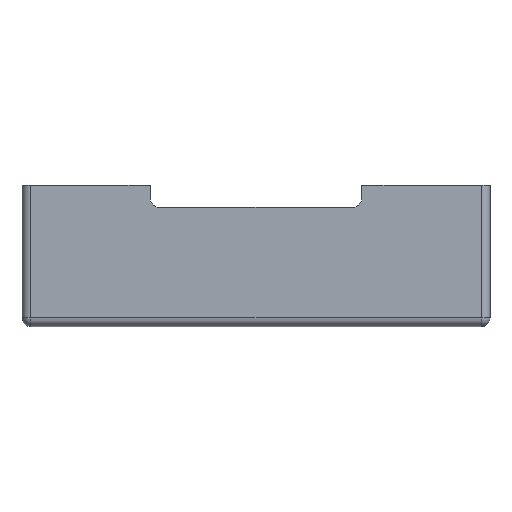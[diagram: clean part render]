
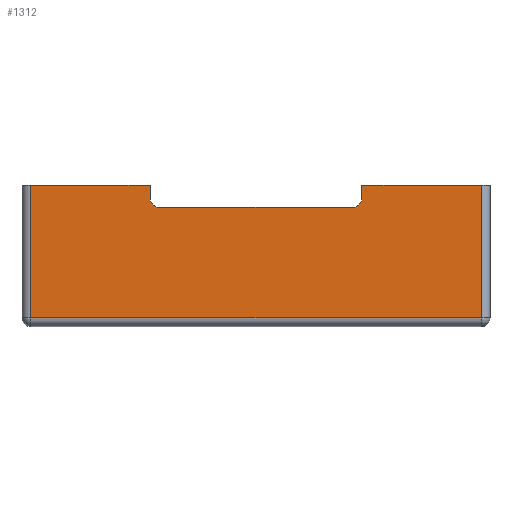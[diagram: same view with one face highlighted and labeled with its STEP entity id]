
A CAD part, top view. The second image highlights one B-rep face of the part: STEP entity #1312.
In plain terms, the highlighted planar face has unit normal (0, 0, 1).
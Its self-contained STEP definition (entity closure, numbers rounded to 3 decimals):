
#1197=AXIS2_PLACEMENT_3D('Circle Axis2P3D',#1195,#1196,$) ;
#1279=AXIS2_PLACEMENT_3D('Plane Axis2P3D',#1276,#1277,#1278) ;
#1283=AXIS2_PLACEMENT_3D('Circle Axis2P3D',#1281,#1282,$) ;
#205=CARTESIAN_POINT('Vertex',(0.5,8.,8.5)) ;
#210=CARTESIAN_POINT('Line Origine',(3.875,8.,8.5)) ;
#214=CARTESIAN_POINT('Vertex',(7.25,8.,8.5)) ;
#632=CARTESIAN_POINT('Vertex',(26.,8.,8.5)) ;
#688=CARTESIAN_POINT('Vertex',(19.25,8.,8.5)) ;
#691=CARTESIAN_POINT('Line Origine',(22.625,8.,8.5)) ;
#953=CARTESIAN_POINT('Vertex',(0.5,0.5,8.5)) ;
#956=CARTESIAN_POINT('Line Origine',(0.5,4.,8.5)) ;
#1007=CARTESIAN_POINT('Vertex',(26.,0.5,8.5)) ;
#1010=CARTESIAN_POINT('Line Origine',(13.25,0.5,8.5)) ;
#1057=CARTESIAN_POINT('Line Origine',(26.,4.,8.5)) ;
#1150=CARTESIAN_POINT('Line Origine',(7.25,7.633,8.5)) ;
#1154=CARTESIAN_POINT('Vertex',(7.25,7.265,8.5)) ;
#1187=CARTESIAN_POINT('Vertex',(7.75,6.765,8.5)) ;
#1195=CARTESIAN_POINT('Axis2P3D Location',(7.75,7.265,8.5)) ;
#1276=CARTESIAN_POINT('Axis2P3D Location',(13.25,0.,8.5)) ;
#1281=CARTESIAN_POINT('Axis2P3D Location',(18.75,7.265,8.5)) ;
#1285=CARTESIAN_POINT('Vertex',(19.25,7.265,8.5)) ;
#1287=CARTESIAN_POINT('Vertex',(18.75,6.765,8.5)) ;
#1290=CARTESIAN_POINT('Line Origine',(13.25,6.765,8.5)) ;
#1295=CARTESIAN_POINT('Line Origine',(19.25,7.633,8.5)) ;
#211=DIRECTION('Vector Direction',(1.,0.,0.)) ;
#692=DIRECTION('Vector Direction',(1.,0.,0.)) ;
#957=DIRECTION('Vector Direction',(0.,-1.,0.)) ;
#1011=DIRECTION('Vector Direction',(-1.,0.,0.)) ;
#1058=DIRECTION('Vector Direction',(0.,1.,0.)) ;
#1151=DIRECTION('Vector Direction',(0.,-1.,0.)) ;
#1196=DIRECTION('Axis2P3D Direction',(0.,0.,-1.)) ;
#1277=DIRECTION('Axis2P3D Direction',(0.,0.,1.)) ;
#1278=DIRECTION('Axis2P3D XDirection',(1.,0.,0.)) ;
#1282=DIRECTION('Axis2P3D Direction',(0.,0.,1.)) ;
#1291=DIRECTION('Vector Direction',(-1.,0.,0.)) ;
#1296=DIRECTION('Vector Direction',(0.,1.,0.)) ;
#212=VECTOR('Line Direction',#211,1.) ;
#693=VECTOR('Line Direction',#692,1.) ;
#958=VECTOR('Line Direction',#957,1.) ;
#1012=VECTOR('Line Direction',#1011,1.) ;
#1059=VECTOR('Line Direction',#1058,1.) ;
#1152=VECTOR('Line Direction',#1151,1.) ;
#1292=VECTOR('Line Direction',#1291,1.) ;
#1297=VECTOR('Line Direction',#1296,1.) ;
#1301=ORIENTED_EDGE('',*,*,#1289,.T.) ;
#1302=ORIENTED_EDGE('',*,*,#1294,.F.) ;
#1303=ORIENTED_EDGE('',*,*,#1199,.T.) ;
#1304=ORIENTED_EDGE('',*,*,#1156,.F.) ;
#1305=ORIENTED_EDGE('',*,*,#216,.T.) ;
#1306=ORIENTED_EDGE('',*,*,#960,.T.) ;
#1307=ORIENTED_EDGE('',*,*,#1014,.T.) ;
#1308=ORIENTED_EDGE('',*,*,#1061,.T.) ;
#1309=ORIENTED_EDGE('',*,*,#695,.T.) ;
#1310=ORIENTED_EDGE('',*,*,#1299,.F.) ;
#1312=ADVANCED_FACE('MARKIERER',(#1311),#1280,.T.) ;
#1198=CIRCLE('generated circle',#1197,0.5) ;
#1284=CIRCLE('generated circle',#1283,0.5) ;
#216=EDGE_CURVE('',#215,#206,#213,.F.) ;
#695=EDGE_CURVE('',#633,#689,#694,.F.) ;
#960=EDGE_CURVE('',#206,#954,#959,.T.) ;
#1014=EDGE_CURVE('',#954,#1008,#1013,.F.) ;
#1061=EDGE_CURVE('',#1008,#633,#1060,.T.) ;
#1156=EDGE_CURVE('',#215,#1155,#1153,.T.) ;
#1199=EDGE_CURVE('',#1188,#1155,#1198,.T.) ;
#1289=EDGE_CURVE('',#1286,#1288,#1284,.F.) ;
#1294=EDGE_CURVE('',#1188,#1288,#1293,.F.) ;
#1299=EDGE_CURVE('',#1286,#689,#1298,.T.) ;
#1300=EDGE_LOOP('',(#1301,#1302,#1303,#1304,#1305,#1306,#1307,#1308,#1309,#1310)) ;
#1311=FACE_OUTER_BOUND('',#1300,.T.) ;
#213=LINE('Line',#210,#212) ;
#694=LINE('Line',#691,#693) ;
#959=LINE('Line',#956,#958) ;
#1013=LINE('Line',#1010,#1012) ;
#1060=LINE('Line',#1057,#1059) ;
#1153=LINE('Line',#1150,#1152) ;
#1293=LINE('Line',#1290,#1292) ;
#1298=LINE('Line',#1295,#1297) ;
#1280=PLANE('',#1279) ;
#206=VERTEX_POINT('',#205) ;
#215=VERTEX_POINT('',#214) ;
#633=VERTEX_POINT('',#632) ;
#689=VERTEX_POINT('',#688) ;
#954=VERTEX_POINT('',#953) ;
#1008=VERTEX_POINT('',#1007) ;
#1155=VERTEX_POINT('',#1154) ;
#1188=VERTEX_POINT('',#1187) ;
#1286=VERTEX_POINT('',#1285) ;
#1288=VERTEX_POINT('',#1287) ;
